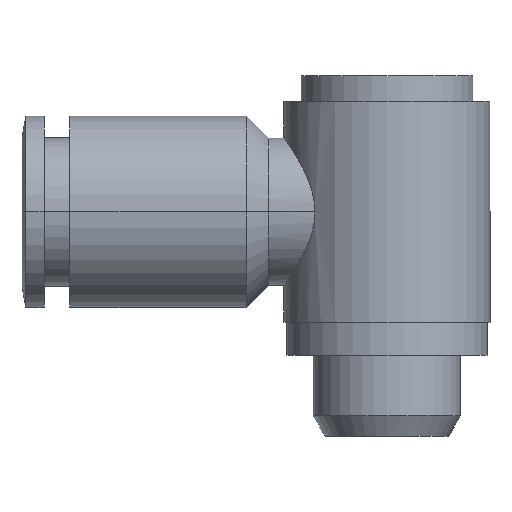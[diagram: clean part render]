
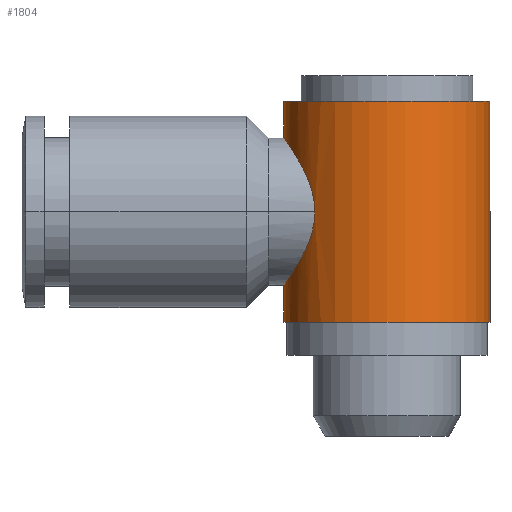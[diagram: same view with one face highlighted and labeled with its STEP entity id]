
A CAD part, left-side view. The second image highlights one B-rep face of the part: STEP entity #1804.
In plain terms, the highlighted cylindrical face has radius 7 mm (diameter 14 mm), a partial arc.
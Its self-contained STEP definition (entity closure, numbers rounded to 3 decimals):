
#123=CARTESIAN_POINT('',(-5.0,4.899,0.0));
#124=VERTEX_POINT('',#123);
#131=CARTESIAN_POINT('',(0.,7.,5.0));
#132=VERTEX_POINT('',#131);
#133=CARTESIAN_POINT('',(-5.0,4.899,0.0));
#134=CARTESIAN_POINT('',(-5.0,4.899,0.665));
#135=CARTESIAN_POINT('',(-4.862,5.047,1.34));
#136=CARTESIAN_POINT('',(-4.348,5.497,2.556));
#137=CARTESIAN_POINT('',(-3.97,5.787,3.101));
#138=CARTESIAN_POINT('',(-3.108,6.292,3.963));
#139=CARTESIAN_POINT('',(-2.562,6.545,4.345));
#140=CARTESIAN_POINT('',(-1.336,6.901,4.864));
#141=CARTESIAN_POINT('',(-0.654,7.,5.0));
#142=CARTESIAN_POINT('',(0.,7.,5.0));
#143=B_SPLINE_CURVE_WITH_KNOTS('',3,(#133,#134,#135,#136,#137,#138,#139,#140,#141,#142),.UNSPECIFIED.,.F.,.U.,(4,2,2,2,4),(0.0,0.199,0.399,0.595,0.791),.UNSPECIFIED.);
#144=EDGE_CURVE('',#124,#132,#143,.T.);
#376=CARTESIAN_POINT('',(0.0,-7.,-7.5));
#377=VERTEX_POINT('',#376);
#378=CARTESIAN_POINT('',(0.0,-7.,7.5));
#379=VERTEX_POINT('',#378);
#380=CARTESIAN_POINT('',(0.0,-7.,-7.5));
#381=DIRECTION('',(0.0,0.0,1.0));
#382=VECTOR('',#381,15.0);
#383=LINE('',#380,#382);
#384=EDGE_CURVE('',#377,#379,#383,.T.);
#386=CARTESIAN_POINT('',(0.,7.,-7.5));
#387=VERTEX_POINT('',#386);
#395=CARTESIAN_POINT('',(0.,7.,-5.0));
#396=VERTEX_POINT('',#395);
#397=CARTESIAN_POINT('',(0.,7.,-5.0));
#398=DIRECTION('',(0.0,0.0,-1.0));
#399=VECTOR('',#398,2.5);
#400=LINE('',#397,#399);
#401=EDGE_CURVE('',#396,#387,#400,.T.);
#417=CARTESIAN_POINT('',(0.,7.,7.5));
#418=VERTEX_POINT('',#417);
#419=CARTESIAN_POINT('',(0.,7.,7.5));
#420=DIRECTION('',(0.0,0.0,-1.0));
#421=VECTOR('',#420,2.5);
#422=LINE('',#419,#421);
#423=EDGE_CURVE('',#418,#132,#422,.T.);
#1766=CARTESIAN_POINT('',(0.0,0.0,0.0));
#1767=DIRECTION('',(0.0,0.0,1.0));
#1768=DIRECTION('',(0.0,-1.0,0.0));
#1769=AXIS2_PLACEMENT_3D('',#1766,#1767,#1768);
#1770=CYLINDRICAL_SURFACE('',#1769,7.);
#1771=ORIENTED_EDGE('',*,*,#384,.T.);
#1772=CARTESIAN_POINT('',(0.0,0.0,7.5));
#1773=DIRECTION('',(0.0,0.0,1.0));
#1774=DIRECTION('',(0.0,-1.0,0.0));
#1775=AXIS2_PLACEMENT_3D('',#1772,#1773,#1774);
#1776=CIRCLE('',#1775,7.);
#1777=EDGE_CURVE('',#418,#379,#1776,.T.);
#1778=ORIENTED_EDGE('',*,*,#1777,.F.);
#1779=ORIENTED_EDGE('',*,*,#423,.T.);
#1780=ORIENTED_EDGE('',*,*,#144,.F.);
#1781=CARTESIAN_POINT('',(0.,7.,-5.0));
#1782=CARTESIAN_POINT('',(-0.654,7.,-5.0));
#1783=CARTESIAN_POINT('',(-1.336,6.901,-4.864));
#1784=CARTESIAN_POINT('',(-2.562,6.545,-4.345));
#1785=CARTESIAN_POINT('',(-3.108,6.292,-3.963));
#1786=CARTESIAN_POINT('',(-3.97,5.787,-3.101));
#1787=CARTESIAN_POINT('',(-4.348,5.497,-2.556));
#1788=CARTESIAN_POINT('',(-4.862,5.047,-1.34));
#1789=CARTESIAN_POINT('',(-5.0,4.899,-0.665));
#1790=CARTESIAN_POINT('',(-5.0,4.899,0.0));
#1791=B_SPLINE_CURVE_WITH_KNOTS('',3,(#1781,#1782,#1783,#1784,#1785,#1786,#1787,#1788,#1789,#1790),.UNSPECIFIED.,.F.,.U.,(4,2,2,2,4),(2.374,2.57,2.767,2.966,3.165),.UNSPECIFIED.);
#1792=EDGE_CURVE('',#396,#124,#1791,.T.);
#1793=ORIENTED_EDGE('',*,*,#1792,.F.);
#1794=ORIENTED_EDGE('',*,*,#401,.T.);
#1795=CARTESIAN_POINT('',(0.0,0.0,-7.5));
#1796=DIRECTION('',(0.0,0.0,1.0));
#1797=DIRECTION('',(0.0,-1.0,0.0));
#1798=AXIS2_PLACEMENT_3D('',#1795,#1796,#1797);
#1799=CIRCLE('',#1798,7.);
#1800=EDGE_CURVE('',#387,#377,#1799,.T.);
#1801=ORIENTED_EDGE('',*,*,#1800,.T.);
#1802=EDGE_LOOP('',(#1771,#1778,#1779,#1780,#1793,#1794,#1801));
#1803=FACE_OUTER_BOUND('',#1802,.T.);
#1804=ADVANCED_FACE('',(#1803),#1770,.T.);
